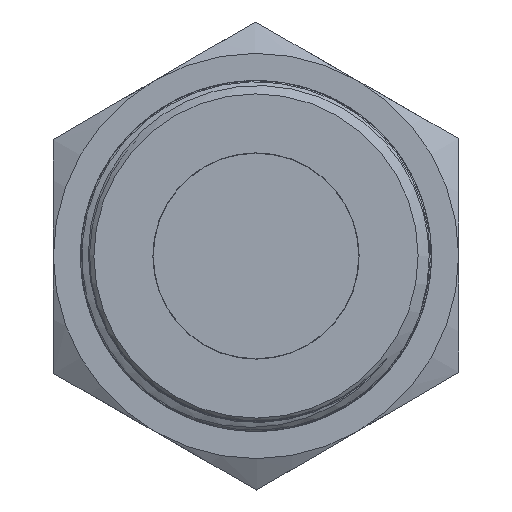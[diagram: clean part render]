
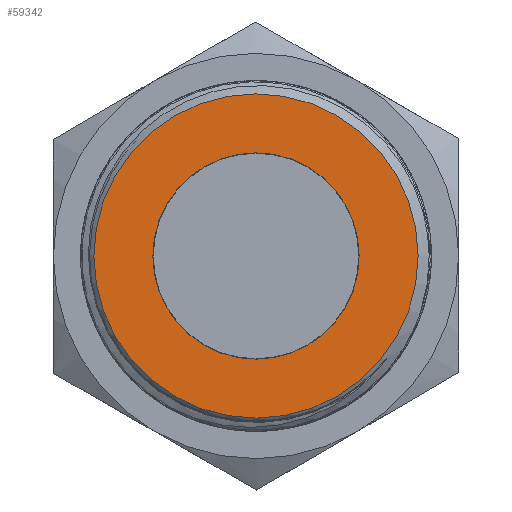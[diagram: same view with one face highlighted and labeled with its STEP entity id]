
A CAD part, left-side view. The second image highlights one B-rep face of the part: STEP entity #59342.
In plain terms, the highlighted planar face has unit normal (-1, 0, 0).
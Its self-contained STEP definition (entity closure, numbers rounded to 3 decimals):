
#4478=FACE_BOUND('',#15437,.T.);
#7650=PLANE('',#67124);
#11457=FACE_OUTER_BOUND('',#15436,.T.);
#15436=EDGE_LOOP('',(#54930));
#15437=EDGE_LOOP('',(#54931));
#16227=CIRCLE('',#67125,22.);
#16228=CIRCLE('',#67126,14.);
#28242=VERTEX_POINT('',#130421);
#28243=VERTEX_POINT('',#130423);
#37161=EDGE_CURVE('',#28242,#28242,#16227,.T.);
#37162=EDGE_CURVE('',#28243,#28243,#16228,.T.);
#54930=ORIENTED_EDGE('',*,*,#37161,.T.);
#54931=ORIENTED_EDGE('',*,*,#37162,.T.);
#59342=ADVANCED_FACE('',(#11457,#4478),#7650,.T.);
#67124=AXIS2_PLACEMENT_3D('',#130420,#84966,#84967);
#67125=AXIS2_PLACEMENT_3D('',#130422,#84968,#84969);
#67126=AXIS2_PLACEMENT_3D('',#130424,#84970,#84971);
#84966=DIRECTION('center_axis',(-1.,0.,0.));
#84967=DIRECTION('ref_axis',(0.,0.,1.));
#84968=DIRECTION('center_axis',(-1.,0.,0.));
#84969=DIRECTION('ref_axis',(0.,1.,0.));
#84970=DIRECTION('center_axis',(1.,0.,0.));
#84971=DIRECTION('ref_axis',(0.,-0.003,1.));
#130420=CARTESIAN_POINT('Origin',(-45.,24.,0.));
#130421=CARTESIAN_POINT('',(-45.,-22.,0.));
#130422=CARTESIAN_POINT('Origin',(-45.,0.,0.));
#130423=CARTESIAN_POINT('',(-45.,-14.,0.));
#130424=CARTESIAN_POINT('Origin',(-45.,0.,0.));
